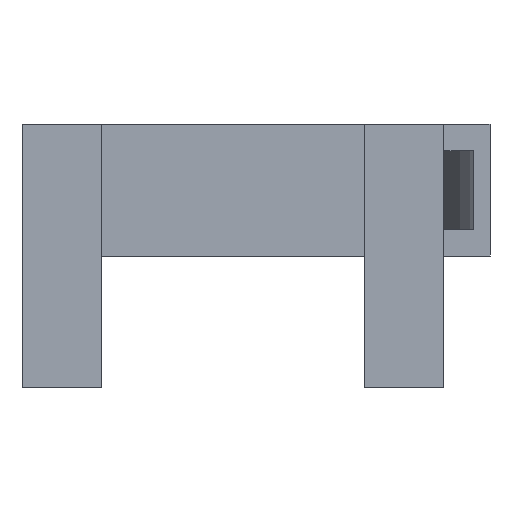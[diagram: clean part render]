
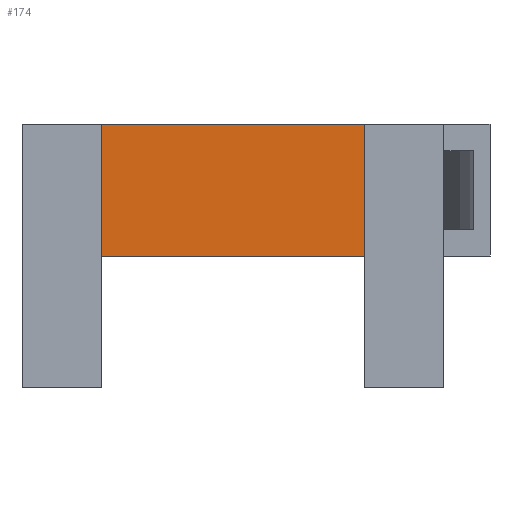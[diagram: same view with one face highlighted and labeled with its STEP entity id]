
A CAD part, left-side view. The second image highlights one B-rep face of the part: STEP entity #174.
In plain terms, the highlighted planar face has unit normal (-1, 0, 0).
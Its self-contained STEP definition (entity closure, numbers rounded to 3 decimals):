
#2 = VECTOR ( 'NONE', #857, 1000. ) ;
#8 = VECTOR ( 'NONE', #875, 1000. ) ;
#9 = VECTOR ( 'NONE', #878, 1000. ) ;
#10 = VECTOR ( 'NONE', #881, 1000. ) ;
#174 = ADVANCED_FACE ( 'NONE', ( #820 ), #1647, .F. ) ;
#191 = EDGE_CURVE ( 'NONE', #458, #459, #855, .T. ) ;
#197 = EDGE_CURVE ( 'NONE', #447, #446, #873, .T. ) ;
#198 = EDGE_CURVE ( 'NONE', #459, #446, #876, .T. ) ;
#199 = EDGE_CURVE ( 'NONE', #458, #447, #879, .T. ) ;
#396 = EDGE_LOOP ( 'NONE', ( #1310, #1312, #1311, #1313 ) ) ;
#446 = VERTEX_POINT ( 'NONE', #1045 ) ;
#447 = VERTEX_POINT ( 'NONE', #1046 ) ;
#458 = VERTEX_POINT ( 'NONE', #1057 ) ;
#459 = VERTEX_POINT ( 'NONE', #1058 ) ;
#820 = FACE_OUTER_BOUND ( 'NONE', #396, .T. ) ;
#822 = AXIS2_PLACEMENT_3D ( 'NONE', #1648, #1649, #1650 ) ;
#855 = LINE ( 'NONE', #856, #2 ) ;
#856 = CARTESIAN_POINT ( 'NONE',  ( 200., 6., -10. ) ) ;
#857 = DIRECTION ( 'NONE',  ( 0., 0., 1. ) ) ;
#873 = LINE ( 'NONE', #874, #8 ) ;
#874 = CARTESIAN_POINT ( 'NONE',  ( 200., 26., -10. ) ) ;
#875 = DIRECTION ( 'NONE',  ( 0., 0., 1. ) ) ;
#876 = LINE ( 'NONE', #877, #9 ) ;
#877 = CARTESIAN_POINT ( 'NONE',  ( 200., 0., 0. ) ) ;
#878 = DIRECTION ( 'NONE',  ( 0., 1., 0. ) ) ;
#879 = LINE ( 'NONE', #880, #10 ) ;
#880 = CARTESIAN_POINT ( 'NONE',  ( 200., 0., -10. ) ) ;
#881 = DIRECTION ( 'NONE',  ( 0., 1., 0. ) ) ;
#1045 = CARTESIAN_POINT ( 'NONE',  ( 200., 26., 0. ) ) ;
#1046 = CARTESIAN_POINT ( 'NONE',  ( 200., 26., -10. ) ) ;
#1057 = CARTESIAN_POINT ( 'NONE',  ( 200., 6., -10. ) ) ;
#1058 = CARTESIAN_POINT ( 'NONE',  ( 200., 6., 0. ) ) ;
#1310 = ORIENTED_EDGE ( 'NONE', *, *, #198, .T. ) ;
#1311 = ORIENTED_EDGE ( 'NONE', *, *, #199, .F. ) ;
#1312 = ORIENTED_EDGE ( 'NONE', *, *, #197, .F. ) ;
#1313 = ORIENTED_EDGE ( 'NONE', *, *, #191, .T. ) ;
#1647 = PLANE ( 'NONE',  #822 ) ;
#1648 = CARTESIAN_POINT ( 'NONE',  ( 200., 0., -10. ) ) ;
#1649 = DIRECTION ( 'NONE',  ( 1., 0., 0. ) ) ;
#1650 = DIRECTION ( 'NONE',  ( 0., 0., -1. ) ) ;
